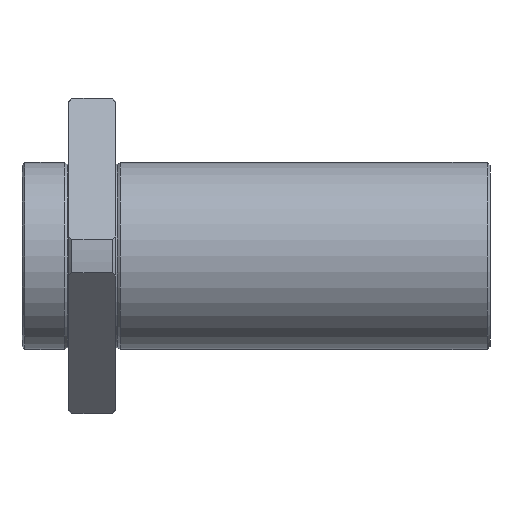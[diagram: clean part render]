
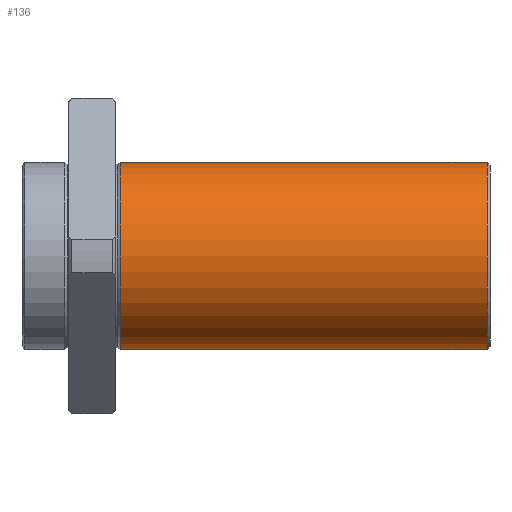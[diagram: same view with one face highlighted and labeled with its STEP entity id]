
A CAD part, front view. The second image highlights one B-rep face of the part: STEP entity #136.
In plain terms, the highlighted cylindrical face has radius 16 mm (diameter 32 mm), a full revolution.
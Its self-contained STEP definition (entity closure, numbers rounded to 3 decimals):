
#136 = ADVANCED_FACE( '', ( #290, #291 ), #292, .T. );
#290 = FACE_OUTER_BOUND( '', #476, .T. );
#291 = FACE_OUTER_BOUND( '', #477, .T. );
#292 = CYLINDRICAL_SURFACE( '', #478, 16. );
#476 = EDGE_LOOP( '', ( #743 ) );
#477 = EDGE_LOOP( '', ( #744 ) );
#478 = AXIS2_PLACEMENT_3D( '', #745, #746, #747 );
#743 = ORIENTED_EDGE( '', *, *, #999, .T. );
#744 = ORIENTED_EDGE( '', *, *, #1000, .F. );
#745 = CARTESIAN_POINT( '', ( 80., 0., 0. ) );
#746 = DIRECTION( '', ( -1., 0., 0. ) );
#747 = DIRECTION( '', ( 0., 0., -1. ) );
#999 = EDGE_CURVE( '', #1174, #1174, #1175, .T. );
#1000 = EDGE_CURVE( '', #1176, #1176, #1177, .T. );
#1174 = VERTEX_POINT( '', #1427 );
#1175 = CIRCLE( '', #1428, 16. );
#1176 = VERTEX_POINT( '', #1429 );
#1177 = CIRCLE( '', #1430, 16. );
#1427 = CARTESIAN_POINT( '', ( 16.8, 0., -16. ) );
#1428 = AXIS2_PLACEMENT_3D( '', #1589, #1590, #1591 );
#1429 = CARTESIAN_POINT( '', ( 79.5, 0., -16. ) );
#1430 = AXIS2_PLACEMENT_3D( '', #1592, #1593, #1594 );
#1589 = CARTESIAN_POINT( '', ( 16.8, 0., 0. ) );
#1590 = DIRECTION( '', ( 1., 0., 0. ) );
#1591 = DIRECTION( '', ( 0., 0., -1. ) );
#1592 = CARTESIAN_POINT( '', ( 79.5, 0., 0. ) );
#1593 = DIRECTION( '', ( 1., 0., 0. ) );
#1594 = DIRECTION( '', ( 0., 0., -1. ) );
